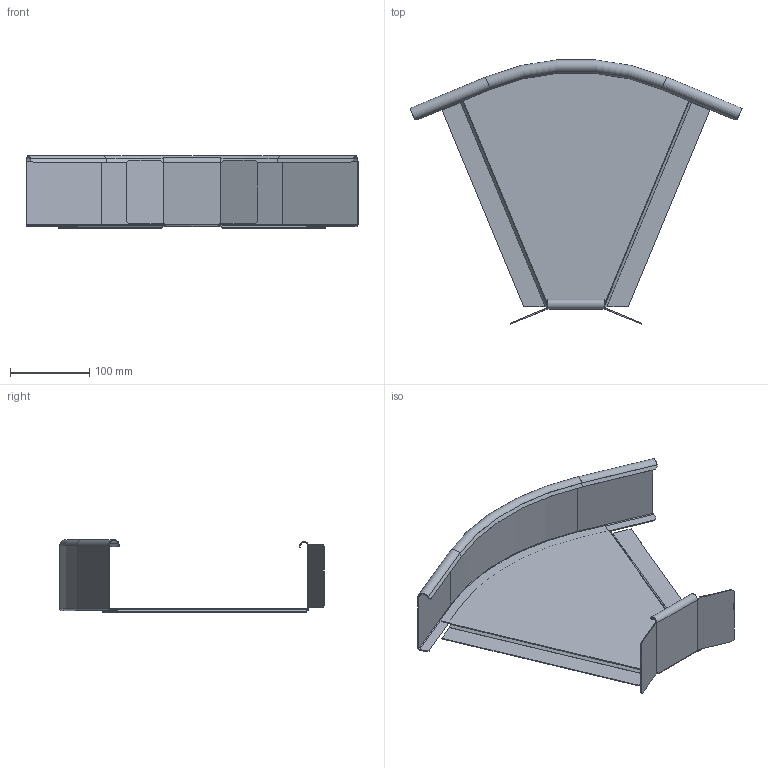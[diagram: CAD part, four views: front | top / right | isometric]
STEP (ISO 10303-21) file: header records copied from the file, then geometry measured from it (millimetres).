
FILE_DESCRIPTION((''),'2;1');
FILE_NAME('7067313_ASM','2012-11-15T',('AndreasKeweloh'),(''),'PRO/ENGINEER BY PARAMETRIC TECHNOLOGY CORPORATION, 2012230','PRO/ENGINEER BY PARAMETRIC TECHNOLOGY CORPORATION, 2012230','');
FILE_SCHEMA(('CONFIG_CONTROL_DESIGN'));
Length unit declared in the file: millimetre
Products named in the file (4): 7067313_BODENBLECH; 7067313_AUSSENHOLM; 7067313_WINKELVERBINDER; 7067313_ASM
Assembly tree (3 placements, depth 2):
  7067313_ASM
    7067313_BODENBLECH
    7067313_AUSSENHOLM
    7067313_WINKELVERBINDER
Bounding box: 418.78 x 333.45 x 91.75 mm (x, y, z)
Volume: 157890.3 mm3; surface area: 285236.5 mm2
Topology: 3 solids, 3 shells, 138 faces, 332 edges, 200 vertices
Faces by surface type: plane 89, cylinder 34, bspline 8, torus 4, cone 3
Entity records: 4249 total; most frequent: CARTESIAN_POINT 953, ORIENTED_EDGE 664, DIRECTION 662, EDGE_CURVE 332, VECTOR 246, LINE 246, AXIS2_PLACEMENT_3D 208, VERTEX_POINT 200
